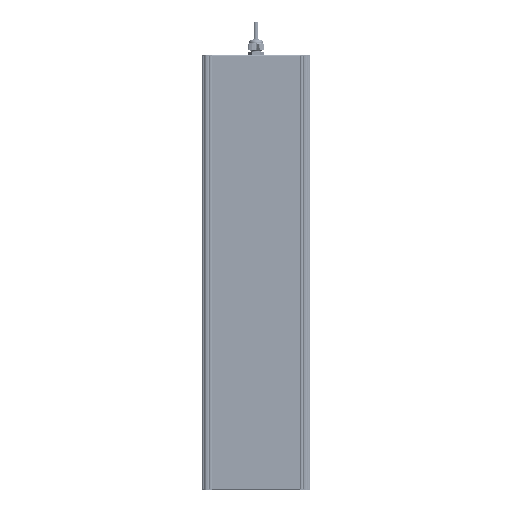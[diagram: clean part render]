
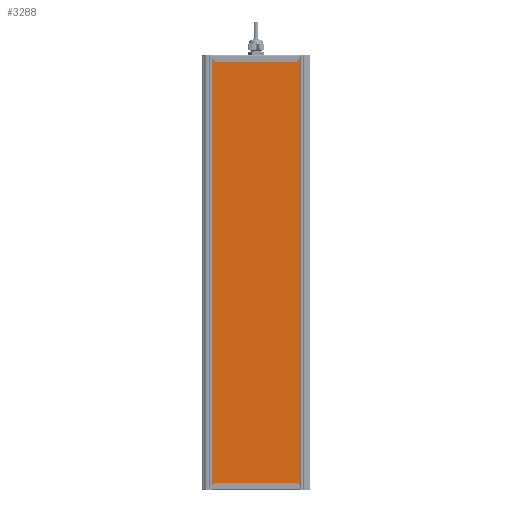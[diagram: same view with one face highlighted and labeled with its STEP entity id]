
A CAD part, front view. The second image highlights one B-rep face of the part: STEP entity #3288.
In plain terms, the highlighted face is planar.
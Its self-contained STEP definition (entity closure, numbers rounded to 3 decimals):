
#3288=ADVANCED_FACE('',(#13349),#13351,.T.);
#13349=FACE_BOUND('',#13350,.T.);
#13350=EDGE_LOOP('',(#42371,#42372,#42373,#42374));
#13351=PLANE('',#13352);
#13352=AXIS2_PLACEMENT_3D('',#13353,#13354,#13355);
#13353=CARTESIAN_POINT('',(2111.497,401.002,-34.582));
#13354=DIRECTION('',(0.,0.,-1.));
#13355=DIRECTION('',(0.,1.,0.));
#42371=ORIENTED_EDGE('',*,*,#49337,.F.);
#42372=ORIENTED_EDGE('',*,*,#49336,.T.);
#42373=ORIENTED_EDGE('',*,*,#49338,.F.);
#42374=ORIENTED_EDGE('',*,*,#49339,.F.);
#49336=EDGE_CURVE('',#55112,#55116,#55118,.T.);
#49337=EDGE_CURVE('',#55112,#55119,#55120,.T.);
#49338=EDGE_CURVE('',#55121,#55116,#55122,.T.);
#49339=EDGE_CURVE('',#55119,#55121,#55123,.T.);
#55112=VERTEX_POINT('',#74174);
#55116=VERTEX_POINT('',#74182);
#55118=LINE('',#74186,#74187);
#55119=VERTEX_POINT('',#74189);
#55120=LINE('',#74190,#74191);
#55121=VERTEX_POINT('',#74193);
#55122=LINE('',#74194,#74195);
#55123=LINE('',#74197,#74198);
#74174=CARTESIAN_POINT('',(2111.497,565.13,-34.582));
#74182=CARTESIAN_POINT('',(2857.497,565.13,-34.582));
#74186=CARTESIAN_POINT('',(2111.497,565.13,-34.582));
#74187=VECTOR('',#74188,1.);
#74188=DIRECTION('',(1.,0.,0.));
#74189=CARTESIAN_POINT('',(2111.497,401.002,-34.582));
#74190=CARTESIAN_POINT('',(2111.497,565.13,-34.582));
#74191=VECTOR('',#74192,1.);
#74192=DIRECTION('',(0.,-1.,0.));
#74193=CARTESIAN_POINT('',(2857.497,401.002,-34.582));
#74194=CARTESIAN_POINT('',(2857.497,401.002,-34.582));
#74195=VECTOR('',#74196,1.);
#74196=DIRECTION('',(0.,1.,0.));
#74197=CARTESIAN_POINT('',(2111.497,401.002,-34.582));
#74198=VECTOR('',#74199,1.);
#74199=DIRECTION('',(1.,0.,0.));
